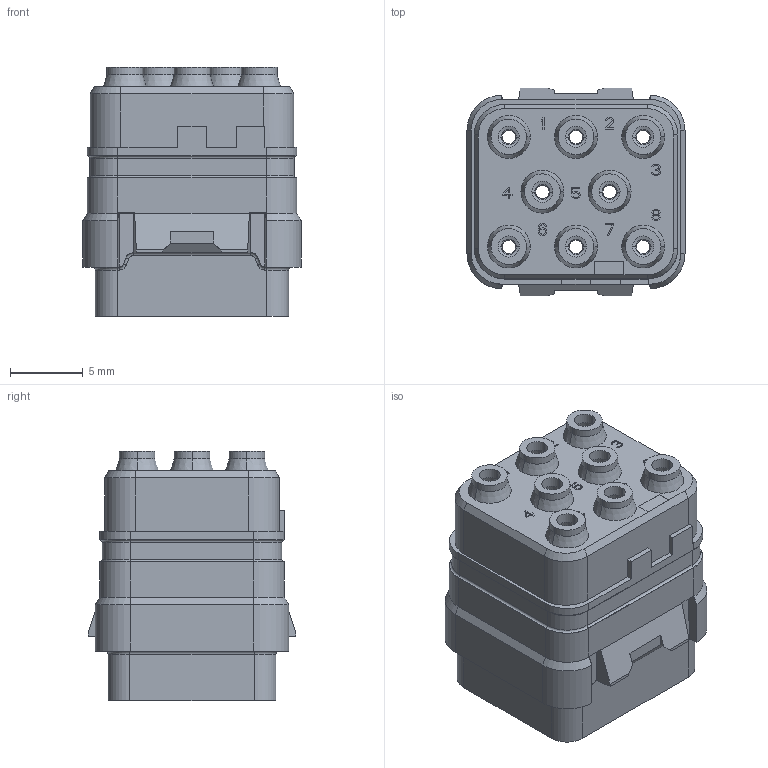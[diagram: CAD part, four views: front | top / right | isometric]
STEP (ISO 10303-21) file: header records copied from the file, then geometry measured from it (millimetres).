
FILE_DESCRIPTION((''),'2;1');
FILE_NAME('SIMM0816PC','2019-12-02T',('presta_be4'),(''),'CREO PARAMETRIC BY PTC INC, 2018360','CREO PARAMETRIC BY PTC INC, 2018360','');
FILE_SCHEMA(('CONFIG_CONTROL_DESIGN'));
Products named in the file (1): SIMM0816PC
Bounding box: 15 x 14.3 x 17.14 mm (x, y, z)
Volume: 1760 mm3; surface area: 3190.5 mm2
Topology: 1 solids, 1 shells, 2110 faces, 5179 edges, 3144 vertices
Faces by surface type: plane 862, cylinder 372, torus 324, bspline 272, cone 216, sphere 64
Entity records: 73209 total; most frequent: CARTESIAN_POINT 25128, ORIENTED_EDGE 10358, DIRECTION 9688, EDGE_CURVE 5179, AXIS2_PLACEMENT_3D 3547, VERTEX_POINT 3144, VECTOR 2594, LINE 2594
